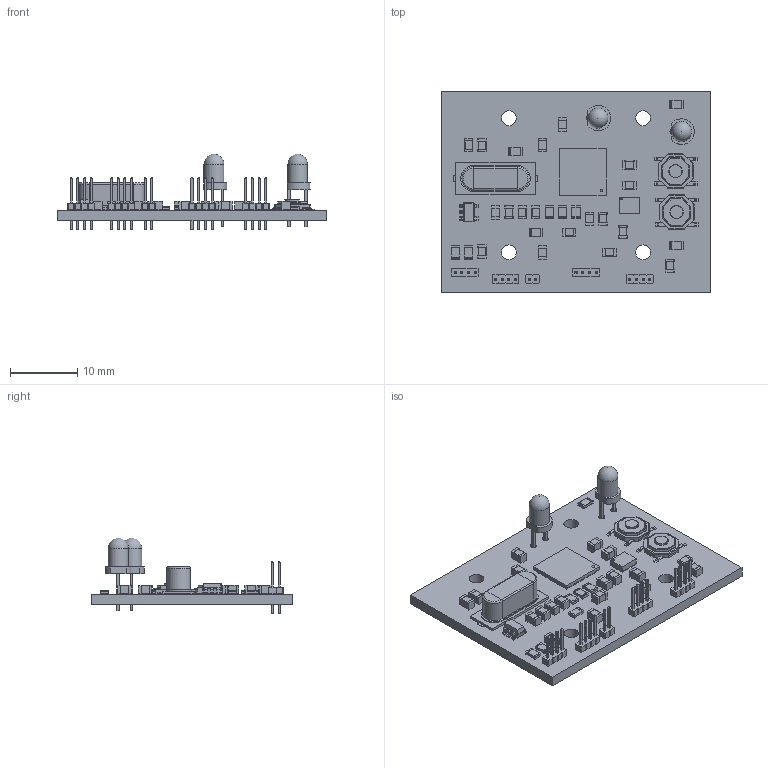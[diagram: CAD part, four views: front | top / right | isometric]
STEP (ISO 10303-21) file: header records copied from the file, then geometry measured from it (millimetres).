
FILE_DESCRIPTION(('KiCad electronic assembly'),'2;1');
FILE_NAME('THRUST FC.step','2025-07-28T21:32:02',('Pcbnew'),('Kicad'), 'Open CASCADE STEP processor 7.8','KiCad to STEP converter','Unknown' );
FILE_SCHEMA(('AUTOMOTIVE_DESIGN { 1 0 10303 214 1 1 1 1 }'));
Length unit declared in the file: millimetre
Products named in the file (22): THRUST FC 1; Crystal_SMD_HC49-SD; C_0805_2012Metric; R_0805_2012Metric; LED_D3.0mm; PinHeader_1x04_P1.00mm_Vertical; PinHeader_1x04_P100mm_Vertical; STM32F401CCU6; STM32U585CIU6Q; SW_SPST_TL3342; ICM-42688-P; PinHeader_1x02_P1.00mm_Vertical; PinHeader_1x02_P100mm_Vertical; SOT-23-5; SOT_23_5; THRUST FC_PCB
Assembly tree (51 placements, depth 3):
  THRUST FC 1
    Crystal_SMD_HC49-SD
      Crystal_SMD_HC49-SD
    C_0805_2012Metric  x18
      C_0805_2012Metric
    R_0805_2012Metric  x9
      R_0805_2012Metric
    LED_D3.0mm  x2
      LED_D3.0mm
    PinHeader_1x04_P1.00mm_Vertical  x4
      PinHeader_1x04_P100mm_Vertical
    STM32F401CCU6
      STM32U585CIU6Q
    SW_SPST_TL3342  x2
      SW_SPST_TL3342
    ICM-42688-P
      ICM-42688-P
    PinHeader_1x02_P1.00mm_Vertical
      PinHeader_1x02_P100mm_Vertical
    SOT-23-5
      SOT_23_5
    THRUST FC_PCB
Bounding box: 40 x 30 x 11.3 mm (x, y, z)
Volume: 2291.9 mm3; surface area: 4066.3 mm2
Topology: 112 solids, 114 shells, 2556 faces, 6401 edges, 4166 vertices
Faces by surface type: plane 1937, cylinder 552, bspline 61, torus 4, sphere 2
Full cylindrical faces by diameter (mm): 0.5 x18, 0.9 x4, 2 x2, 2.2 x4, 3 x2
Entity records: 45606 total; most frequent: CARTESIAN_POINT 8016, ORIENTED_EDGE 6732, DIRECTION 6523, EDGE_CURVE 3366, LINE 2789, VECTOR 2789, VERTEX_POINT 2196, AXIS2_PLACEMENT_3D 1867
